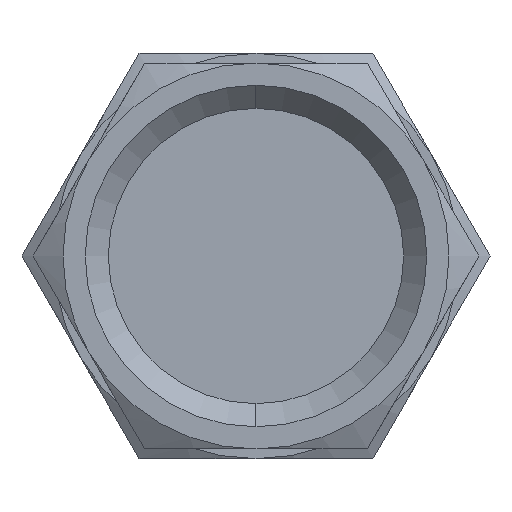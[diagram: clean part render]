
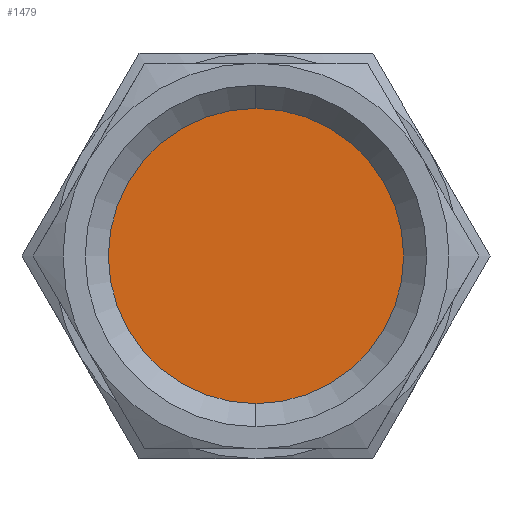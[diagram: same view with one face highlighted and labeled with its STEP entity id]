
A CAD part, front view. The second image highlights one B-rep face of the part: STEP entity #1479.
In plain terms, the highlighted planar face has unit normal (0, -1, 0).
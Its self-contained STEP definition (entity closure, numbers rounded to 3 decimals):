
#50 = CIRCLE ( 'NONE', #844, 7.65 ) ;
#66 = CIRCLE ( 'NONE', #848, 7.65 ) ;
#264 = VERTEX_POINT ( 'NONE', #1184 ) ;
#266 = VERTEX_POINT ( 'NONE', #1157 ) ;
#745 = EDGE_LOOP ( 'NONE', ( #1906, #1905 ) ) ;
#760 = AXIS2_PLACEMENT_3D ( 'NONE', #2298, #2299, #2300 ) ;
#844 = AXIS2_PLACEMENT_3D ( 'NONE', #1112, #1114, #1116 ) ;
#848 = AXIS2_PLACEMENT_3D ( 'NONE', #1156, #1158, #1159 ) ;
#1112 = CARTESIAN_POINT ( 'NONE',  ( 0., 1.815, 0. ) ) ;
#1114 = DIRECTION ( 'NONE',  ( 0., 1., 0. ) ) ;
#1116 = DIRECTION ( 'NONE',  ( 0., 0., 1. ) ) ;
#1156 = CARTESIAN_POINT ( 'NONE',  ( 0., 1.815, 0. ) ) ;
#1157 = CARTESIAN_POINT ( 'NONE',  ( 0., 1.815, -7.65 ) ) ;
#1158 = DIRECTION ( 'NONE',  ( 0., 1., 0. ) ) ;
#1159 = DIRECTION ( 'NONE',  ( 0., 0., 1. ) ) ;
#1184 = CARTESIAN_POINT ( 'NONE',  ( 0., 1.815, 7.65 ) ) ;
#1479 = ADVANCED_FACE ( 'NONE', ( #2044 ), #2290, .F. ) ;
#1641 = EDGE_CURVE ( 'NONE', #266, #264, #50, .T. ) ;
#1649 = EDGE_CURVE ( 'NONE', #264, #266, #66, .T. ) ;
#1905 = ORIENTED_EDGE ( 'NONE', *, *, #1649, .F. ) ;
#1906 = ORIENTED_EDGE ( 'NONE', *, *, #1641, .F. ) ;
#2044 = FACE_OUTER_BOUND ( 'NONE', #745, .T. ) ;
#2290 = PLANE ( 'NONE',  #760 ) ;
#2298 = CARTESIAN_POINT ( 'NONE',  ( 0., 1.815, 0. ) ) ;
#2299 = DIRECTION ( 'NONE',  ( 0., 1., 0. ) ) ;
#2300 = DIRECTION ( 'NONE',  ( 0., 0., 1. ) ) ;
